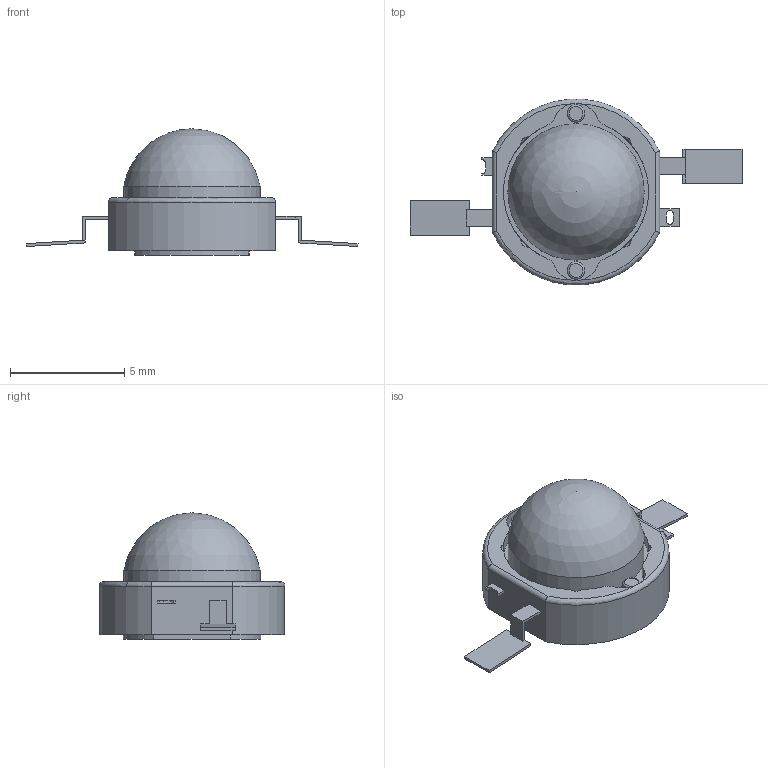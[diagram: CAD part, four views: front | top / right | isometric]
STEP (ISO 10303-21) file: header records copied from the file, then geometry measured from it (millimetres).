
FILE_DESCRIPTION(/* description */ (''),/* implementation_level */ '2;1');
FILE_NAME(/* name */ 'luxeon_lambertian_1w.step',/* time_stamp */ '2024-04-30T22:25:46-07:00',/* author */ (''),/* organization */ (''),/* preprocessor_version */ 'ST-DEVELOPER v20',/* originating_system */ 'Autodesk Translation Framework v12.20.1.177',/* authorisation */ '');
FILE_SCHEMA (('AUTOMOTIVE_DESIGN { 1 0 10303 214 3 1 1 }'));
Length unit declared in the file: inch
Products named in the file (1): (Unsaved)
Bounding box: 14.5 x 8.1 x 5.52 mm (x, y, z)
Volume: 176.4 mm3; surface area: 237.4 mm2
Topology: 1 solids, 1 shells, 96 faces, 249 edges, 163 vertices
Faces by surface type: plane 64, cylinder 23, torus 4, bspline 4, sphere 1
Full cylindrical faces by diameter (mm): 0.762 x2, 5.955 x1
Entity records: 3130 total; most frequent: CARTESIAN_POINT 704, DIRECTION 497, ORIENTED_EDGE 496, EDGE_CURVE 248, LINE 169, VECTOR 169, AXIS2_PLACEMENT_3D 164, VERTEX_POINT 163
